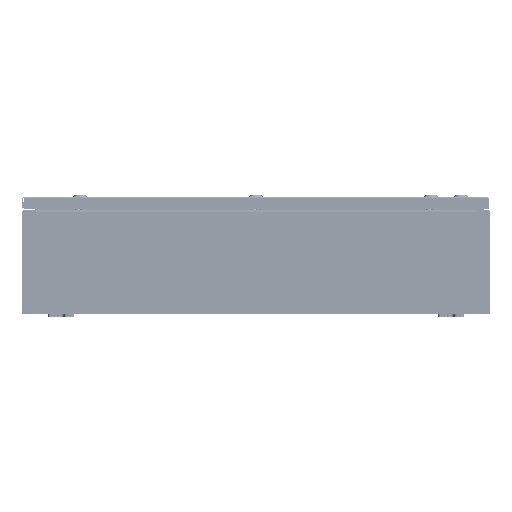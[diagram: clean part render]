
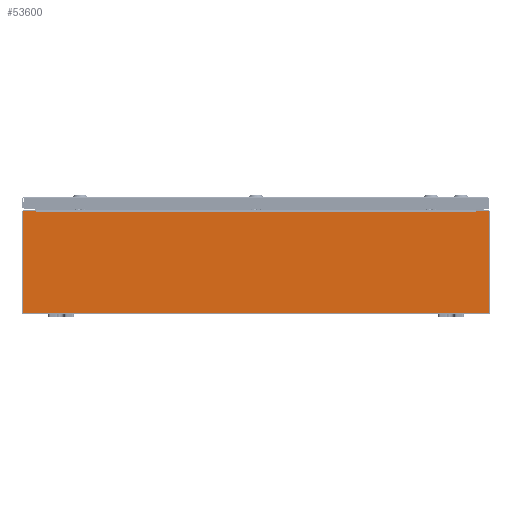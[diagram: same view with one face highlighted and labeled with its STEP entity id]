
A CAD part, front view. The second image highlights one B-rep face of the part: STEP entity #53600.
In plain terms, the highlighted face is planar.
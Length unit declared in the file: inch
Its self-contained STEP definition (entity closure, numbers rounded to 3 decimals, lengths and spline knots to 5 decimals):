
#25 = DIRECTION ( 'NONE',  ( 0., 0., 1. ) ) ;
#1098 = ORIENTED_EDGE ( 'NONE', *, *, #59541, .F. ) ;
#1409 = DIRECTION ( 'NONE',  ( 0., 0., -1. ) ) ;
#1750 = CARTESIAN_POINT ( 'NONE',  ( 16.8872, 0., 0. ) ) ;
#3314 = EDGE_CURVE ( 'NONE', #24496, #35326, #32704, .T. ) ;
#3979 = VECTOR ( 'NONE', #59647, 39.37008 ) ;
#4288 = VECTOR ( 'NONE', #41137, 39.37008 ) ;
#4752 = DIRECTION ( 'NONE',  ( -1., 0., 0. ) ) ;
#5164 = CARTESIAN_POINT ( 'NONE',  ( -16.92455, 0., 3.87495 ) ) ;
#5209 = AXIS2_PLACEMENT_3D ( 'NONE', #31706, #69127, #37107 ) ;
#5219 = ORIENTED_EDGE ( 'NONE', *, *, #54180, .F. ) ;
#5706 = LINE ( 'NONE', #47725, #32420 ) ;
#5826 = ORIENTED_EDGE ( 'NONE', *, *, #48104, .T. ) ;
#6619 = CARTESIAN_POINT ( 'NONE',  ( 16.92455, 0., 3.9253 ) ) ;
#8026 = ORIENTED_EDGE ( 'NONE', *, *, #33206, .F. ) ;
#8310 = EDGE_CURVE ( 'NONE', #48891, #18357, #48331, .T. ) ;
#8745 = EDGE_CURVE ( 'NONE', #25000, #35326, #34942, .T. ) ;
#9362 = VERTEX_POINT ( 'NONE', #58226 ) ;
#10988 = ORIENTED_EDGE ( 'NONE', *, *, #59002, .F. ) ;
#15237 = CARTESIAN_POINT ( 'NONE',  ( 17.9253, 0., 3.9253 ) ) ;
#15902 = VERTEX_POINT ( 'NONE', #66092 ) ;
#16851 = VERTEX_POINT ( 'NONE', #62352 ) ;
#16967 = CARTESIAN_POINT ( 'NONE',  ( 16.92455, 0., 0. ) ) ;
#17881 = LINE ( 'NONE', #16967, #32100 ) ;
#18168 = LINE ( 'NONE', #48850, #3979 ) ;
#18357 = VERTEX_POINT ( 'NONE', #61835 ) ;
#18817 = CARTESIAN_POINT ( 'NONE',  ( -16.8872, 0., 3.9123 ) ) ;
#19018 = VECTOR ( 'NONE', #65794, 39.37008 ) ;
#19376 = ORIENTED_EDGE ( 'NONE', *, *, #22751, .T. ) ;
#20329 = LINE ( 'NONE', #64045, #61376 ) ;
#20689 = LINE ( 'NONE', #41809, #47453 ) ;
#21051 = CARTESIAN_POINT ( 'NONE',  ( 16.8872, 0., 3.9123 ) ) ;
#21752 = CARTESIAN_POINT ( 'NONE',  ( -16.92455, 0., 0. ) ) ;
#21895 = ORIENTED_EDGE ( 'NONE', *, *, #62194, .T. ) ;
#22482 = VERTEX_POINT ( 'NONE', #28381 ) ;
#22751 = EDGE_CURVE ( 'NONE', #15902, #9362, #20329, .T. ) ;
#24447 = PLANE ( 'NONE',  #25127 ) ;
#24496 = VERTEX_POINT ( 'NONE', #18817 ) ;
#25000 = VERTEX_POINT ( 'NONE', #59004 ) ;
#25127 = AXIS2_PLACEMENT_3D ( 'NONE', #45738, #57824, #25748 ) ;
#25397 = CARTESIAN_POINT ( 'NONE',  ( 16.90588, 0., 3.87495 ) ) ;
#25748 = DIRECTION ( 'NONE',  ( 0., 0., -1. ) ) ;
#27495 = ORIENTED_EDGE ( 'NONE', *, *, #8745, .F. ) ;
#28010 = EDGE_LOOP ( 'NONE', ( #67613, #1098, #8026, #56610, #27495, #10988, #5219, #21895, #64181, #5826, #19376, #37049 ) ) ;
#28224 = CARTESIAN_POINT ( 'NONE',  ( 17.9253, 0., 3.9253 ) ) ;
#28381 = CARTESIAN_POINT ( 'NONE',  ( 16.92455, 0., 3.87495 ) ) ;
#30083 = CIRCLE ( 'NONE', #61633, 0.01867 ) ;
#30110 = VERTEX_POINT ( 'NONE', #15237 ) ;
#30773 = DIRECTION ( 'NONE',  ( 0., 0., -1. ) ) ;
#31706 = CARTESIAN_POINT ( 'NONE',  ( -16.90587, 0., 3.87495 ) ) ;
#32100 = VECTOR ( 'NONE', #54162, 39.37008 ) ;
#32420 = VECTOR ( 'NONE', #4752, 39.37008 ) ;
#32704 = LINE ( 'NONE', #46488, #4288 ) ;
#33206 = EDGE_CURVE ( 'NONE', #24496, #16851, #54637, .T. ) ;
#34149 = VECTOR ( 'NONE', #64344, 39.37008 ) ;
#34942 = LINE ( 'NONE', #1750, #19018 ) ;
#35326 = VERTEX_POINT ( 'NONE', #21051 ) ;
#37049 = ORIENTED_EDGE ( 'NONE', *, *, #61586, .T. ) ;
#37107 = DIRECTION ( 'NONE',  ( 0., 0., -1. ) ) ;
#39764 = VERTEX_POINT ( 'NONE', #42515 ) ;
#41137 = DIRECTION ( 'NONE',  ( 1., 0., 0. ) ) ;
#41809 = CARTESIAN_POINT ( 'NONE',  ( -17.9253, 0., 3.9253 ) ) ;
#42515 = CARTESIAN_POINT ( 'NONE',  ( 17.9253, 0., -3.9253 ) ) ;
#45738 = CARTESIAN_POINT ( 'NONE',  ( 0., 0., 0. ) ) ;
#46488 = CARTESIAN_POINT ( 'NONE',  ( -16.8872, 0., 3.9123 ) ) ;
#47189 = FACE_OUTER_BOUND ( 'NONE', #28010, .T. ) ;
#47453 = VECTOR ( 'NONE', #52537, 39.37008 ) ;
#47725 = CARTESIAN_POINT ( 'NONE',  ( -17.9253, 0., -3.9253 ) ) ;
#48104 = EDGE_CURVE ( 'NONE', #39764, #15902, #5706, .T. ) ;
#48326 = VERTEX_POINT ( 'NONE', #6619 ) ;
#48331 = LINE ( 'NONE', #21752, #34149 ) ;
#48592 = CARTESIAN_POINT ( 'NONE',  ( -16.8872, 0., 0. ) ) ;
#48850 = CARTESIAN_POINT ( 'NONE',  ( -17.9253, 0., 3.9253 ) ) ;
#48891 = VERTEX_POINT ( 'NONE', #5164 ) ;
#52537 = DIRECTION ( 'NONE',  ( 1., 0., 0. ) ) ;
#52936 = VECTOR ( 'NONE', #53993, 39.37008 ) ;
#53600 = ADVANCED_FACE ( 'NONE', ( #47189 ), #24447, .F. ) ;
#53993 = DIRECTION ( 'NONE',  ( 0., 0., -1. ) ) ;
#54162 = DIRECTION ( 'NONE',  ( 0., 0., -1. ) ) ;
#54180 = EDGE_CURVE ( 'NONE', #48326, #22482, #17881, .T. ) ;
#54637 = LINE ( 'NONE', #48592, #52936 ) ;
#54883 = LINE ( 'NONE', #28224, #56563 ) ;
#56563 = VECTOR ( 'NONE', #1409, 39.37008 ) ;
#56610 = ORIENTED_EDGE ( 'NONE', *, *, #3314, .T. ) ;
#57824 = DIRECTION ( 'NONE',  ( 0., -1., 0. ) ) ;
#58226 = CARTESIAN_POINT ( 'NONE',  ( -17.9253, 0., 3.9253 ) ) ;
#59002 = EDGE_CURVE ( 'NONE', #22482, #25000, #30083, .T. ) ;
#59004 = CARTESIAN_POINT ( 'NONE',  ( 16.8872, 0., 3.87495 ) ) ;
#59541 = EDGE_CURVE ( 'NONE', #16851, #48891, #68550, .T. ) ;
#59647 = DIRECTION ( 'NONE',  ( 1., 0., 0. ) ) ;
#61376 = VECTOR ( 'NONE', #25, 39.37008 ) ;
#61586 = EDGE_CURVE ( 'NONE', #9362, #18357, #20689, .T. ) ;
#61633 = AXIS2_PLACEMENT_3D ( 'NONE', #25397, #62840, #30773 ) ;
#61835 = CARTESIAN_POINT ( 'NONE',  ( -16.92455, 0., 3.9253 ) ) ;
#62194 = EDGE_CURVE ( 'NONE', #48326, #30110, #18168, .T. ) ;
#62352 = CARTESIAN_POINT ( 'NONE',  ( -16.8872, 0., 3.87495 ) ) ;
#62840 = DIRECTION ( 'NONE',  ( 0., 1., 0. ) ) ;
#63697 = EDGE_CURVE ( 'NONE', #30110, #39764, #54883, .T. ) ;
#64045 = CARTESIAN_POINT ( 'NONE',  ( -17.9253, 0., 3.9253 ) ) ;
#64181 = ORIENTED_EDGE ( 'NONE', *, *, #63697, .T. ) ;
#64344 = DIRECTION ( 'NONE',  ( 0., 0., 1. ) ) ;
#65794 = DIRECTION ( 'NONE',  ( 0., 0., 1. ) ) ;
#66092 = CARTESIAN_POINT ( 'NONE',  ( -17.9253, 0., -3.9253 ) ) ;
#67613 = ORIENTED_EDGE ( 'NONE', *, *, #8310, .F. ) ;
#68550 = CIRCLE ( 'NONE', #5209, 0.01867 ) ;
#69127 = DIRECTION ( 'NONE',  ( 0., 1., 0. ) ) ;
